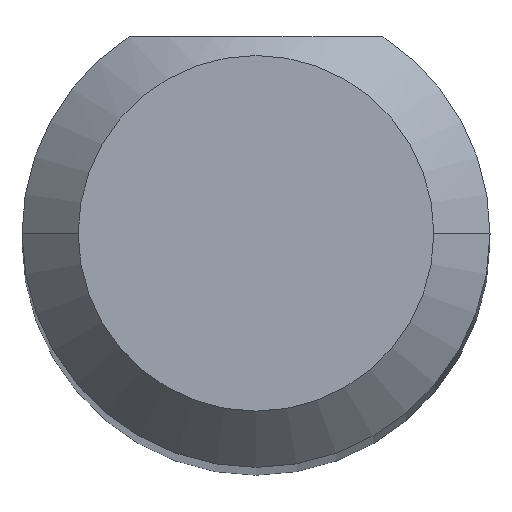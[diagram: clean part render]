
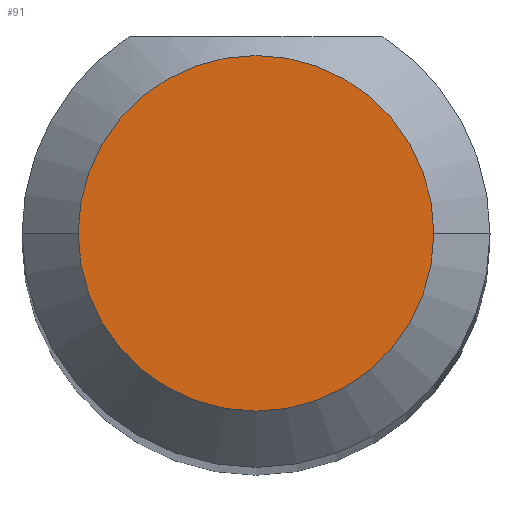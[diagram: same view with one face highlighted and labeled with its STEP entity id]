
A CAD part, top view. The second image highlights one B-rep face of the part: STEP entity #91.
In plain terms, the highlighted planar face has unit normal (0, 0, 1).
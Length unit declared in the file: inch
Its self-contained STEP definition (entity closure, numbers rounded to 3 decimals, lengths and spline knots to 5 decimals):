
#47 = DIRECTION ( 'NONE',  ( 0., 0., 1. ) ) ;
#91 = ADVANCED_FACE ( 'NONE', ( #790 ), #447, .T. ) ;
#106 = AXIS2_PLACEMENT_3D ( 'NONE', #195, #694, #1044 ) ;
#195 = CARTESIAN_POINT ( 'NONE',  ( 0., 0., 1.5 ) ) ;
#198 = CARTESIAN_POINT ( 'NONE',  ( -0.0475, 0., 1.5 ) ) ;
#266 = DIRECTION ( 'NONE',  ( 1., 0., 0. ) ) ;
#378 = CIRCLE ( 'NONE', #677, 0.0475 ) ;
#447 = PLANE ( 'NONE',  #106 ) ;
#503 = EDGE_CURVE ( 'NONE', #541, #910, #887, .T. ) ;
#512 = ORIENTED_EDGE ( 'NONE', *, *, #503, .T. ) ;
#524 = CARTESIAN_POINT ( 'NONE',  ( 0., 0., 1.5 ) ) ;
#541 = VERTEX_POINT ( 'NONE', #899 ) ;
#557 = DIRECTION ( 'NONE',  ( 1., 0., 0. ) ) ;
#582 = EDGE_LOOP ( 'NONE', ( #1023, #512 ) ) ;
#624 = CARTESIAN_POINT ( 'NONE',  ( 0., 0., 1.5 ) ) ;
#655 = AXIS2_PLACEMENT_3D ( 'NONE', #624, #989, #557 ) ;
#677 = AXIS2_PLACEMENT_3D ( 'NONE', #524, #47, #266 ) ;
#694 = DIRECTION ( 'NONE',  ( 0., 0., 1. ) ) ;
#790 = FACE_OUTER_BOUND ( 'NONE', #582, .T. ) ;
#800 = EDGE_CURVE ( 'NONE', #910, #541, #378, .T. ) ;
#887 = CIRCLE ( 'NONE', #655, 0.0475 ) ;
#899 = CARTESIAN_POINT ( 'NONE',  ( 0.0475, 0., 1.5 ) ) ;
#910 = VERTEX_POINT ( 'NONE', #198 ) ;
#989 = DIRECTION ( 'NONE',  ( 0., 0., 1. ) ) ;
#1023 = ORIENTED_EDGE ( 'NONE', *, *, #800, .T. ) ;
#1044 = DIRECTION ( 'NONE',  ( 1., 0., 0. ) ) ;
